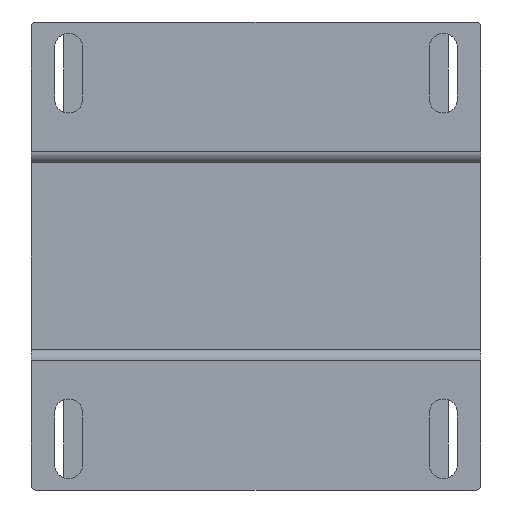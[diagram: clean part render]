
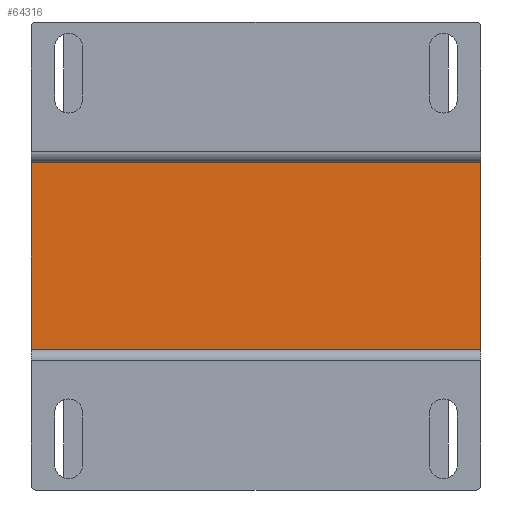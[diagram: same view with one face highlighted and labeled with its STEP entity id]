
A CAD part, front view. The second image highlights one B-rep face of the part: STEP entity #64316.
In plain terms, the highlighted planar face has unit normal (0, -1, 0).
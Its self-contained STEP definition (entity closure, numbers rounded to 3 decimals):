
#2071 = DIRECTION ( 'NONE',  ( 0., 0., -1. ) ) ;
#2253 = EDGE_CURVE ( 'NONE', #68400, #40731, #106506, .T. ) ;
#2413 = VECTOR ( 'NONE', #43382, 1000. ) ;
#4361 = VERTEX_POINT ( 'NONE', #78395 ) ;
#4962 = EDGE_LOOP ( 'NONE', ( #61467, #41680, #44384, #74025 ) ) ;
#5695 = DIRECTION ( 'NONE',  ( 0., 0., -1. ) ) ;
#10028 = CARTESIAN_POINT ( 'NONE',  ( 0., -80., 39.878 ) ) ;
#10824 = CARTESIAN_POINT ( 'NONE',  ( 0., -80., 39.878 ) ) ;
#14034 = VECTOR ( 'NONE', #135128, 1000. ) ;
#18177 = CARTESIAN_POINT ( 'NONE',  ( 0., -80., 39.878 ) ) ;
#18433 = FACE_OUTER_BOUND ( 'NONE', #4962, .T. ) ;
#23009 = AXIS2_PLACEMENT_3D ( 'NONE', #10028, #51571, #30183 ) ;
#29594 = VERTEX_POINT ( 'NONE', #63414 ) ;
#30183 = DIRECTION ( 'NONE',  ( 0., 0., 1. ) ) ;
#36321 = VECTOR ( 'NONE', #5695, 1000. ) ;
#38595 = CARTESIAN_POINT ( 'NONE',  ( 96., -80., 0. ) ) ;
#40731 = VERTEX_POINT ( 'NONE', #38595 ) ;
#41680 = ORIENTED_EDGE ( 'NONE', *, *, #44535, .F. ) ;
#43382 = DIRECTION ( 'NONE',  ( 1., 0., 0. ) ) ;
#44384 = ORIENTED_EDGE ( 'NONE', *, *, #88265, .F. ) ;
#44535 = EDGE_CURVE ( 'NONE', #29594, #40731, #87264, .T. ) ;
#51571 = DIRECTION ( 'NONE',  ( 0., 1., 0. ) ) ;
#57968 = VECTOR ( 'NONE', #2071, 1000. ) ;
#61467 = ORIENTED_EDGE ( 'NONE', *, *, #2253, .T. ) ;
#63414 = CARTESIAN_POINT ( 'NONE',  ( 96., -80., 39.878 ) ) ;
#64316 = ADVANCED_FACE ( 'NONE', ( #18433 ), #73790, .F. ) ;
#68400 = VERTEX_POINT ( 'NONE', #117754 ) ;
#73790 = PLANE ( 'NONE',  #23009 ) ;
#74025 = ORIENTED_EDGE ( 'NONE', *, *, #99159, .T. ) ;
#78395 = CARTESIAN_POINT ( 'NONE',  ( 0., -80., 39.878 ) ) ;
#87264 = LINE ( 'NONE', #108818, #57968 ) ;
#88265 = EDGE_CURVE ( 'NONE', #4361, #29594, #103776, .T. ) ;
#99159 = EDGE_CURVE ( 'NONE', #4361, #68400, #133369, .T. ) ;
#103776 = LINE ( 'NONE', #10824, #14034 ) ;
#106506 = LINE ( 'NONE', #115601, #2413 ) ;
#108818 = CARTESIAN_POINT ( 'NONE',  ( 96., -80., 39.878 ) ) ;
#115601 = CARTESIAN_POINT ( 'NONE',  ( 0., -80., 0. ) ) ;
#117754 = CARTESIAN_POINT ( 'NONE',  ( 0., -80., 0. ) ) ;
#133369 = LINE ( 'NONE', #18177, #36321 ) ;
#135128 = DIRECTION ( 'NONE',  ( 1., 0., 0. ) ) ;
